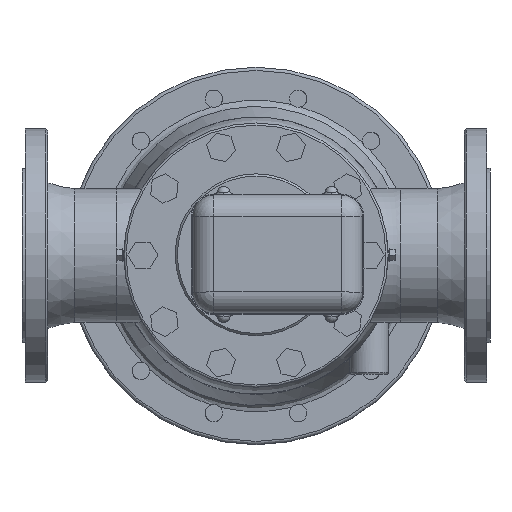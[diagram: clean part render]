
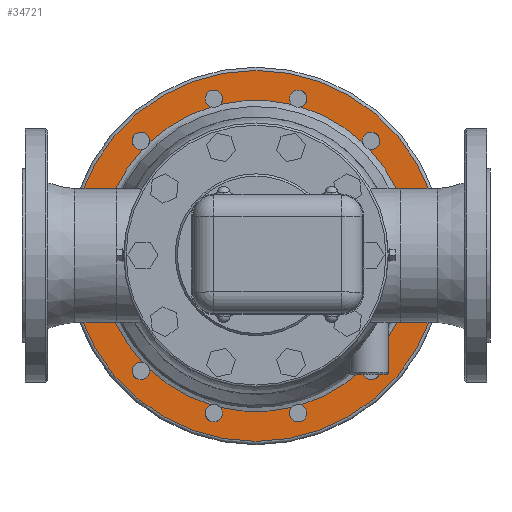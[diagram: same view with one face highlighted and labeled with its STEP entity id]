
A CAD part, top view. The second image highlights one B-rep face of the part: STEP entity #34721.
In plain terms, the highlighted planar face has unit normal (0, 0, 1).
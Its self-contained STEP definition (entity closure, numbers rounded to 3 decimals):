
#31362=CARTESIAN_POINT('',(-98.915,-105.124,-219.0));
#31363=VERTEX_POINT('',#31362);
#31364=CARTESIAN_POINT('',(-105.124,-98.915,-219.0));
#31365=VERTEX_POINT('',#31364);
#31366=CARTESIAN_POINT('',(-106.748,-106.748,-219.0));
#31367=DIRECTION('',(0.0,0.0,-1.0));
#31368=DIRECTION('',(0.866,-0.5,0.0));
#31369=AXIS2_PLACEMENT_3D('',#31366,#31367,#31368);
#31370=CIRCLE('',#31369,8.0);
#31371=EDGE_CURVE('',#31363,#31365,#31370,.T.);
#31646=CARTESIAN_POINT('',(-138.225,-41.583,-219.0));
#31647=VERTEX_POINT('',#31646);
#31648=CARTESIAN_POINT('',(-140.498,-33.101,-219.0));
#31649=VERTEX_POINT('',#31648);
#31650=CARTESIAN_POINT('',(-145.821,-39.073,-219.0));
#31651=DIRECTION('',(0.0,0.0,-1.0));
#31652=DIRECTION('',(0.5,-0.866,0.0));
#31653=AXIS2_PLACEMENT_3D('',#31650,#31651,#31652);
#31654=CIRCLE('',#31653,8.0);
#31655=EDGE_CURVE('',#31647,#31649,#31654,.T.);
#31928=CARTESIAN_POINT('',(-140.498,33.101,-219.0));
#31929=VERTEX_POINT('',#31928);
#31930=CARTESIAN_POINT('',(-138.225,41.583,-219.0));
#31931=VERTEX_POINT('',#31930);
#31932=CARTESIAN_POINT('',(-145.821,39.073,-219.0));
#31933=DIRECTION('',(0.0,0.0,-1.0));
#31934=DIRECTION('',(0.0,-1.0,0.0));
#31935=AXIS2_PLACEMENT_3D('',#31932,#31933,#31934);
#31936=CIRCLE('',#31935,8.);
#31937=EDGE_CURVE('',#31929,#31931,#31936,.T.);
#32212=CARTESIAN_POINT('',(-105.124,98.915,-219.0));
#32213=VERTEX_POINT('',#32212);
#32214=CARTESIAN_POINT('',(-98.915,105.124,-219.0));
#32215=VERTEX_POINT('',#32214);
#32216=CARTESIAN_POINT('',(-106.748,106.748,-219.0));
#32217=DIRECTION('',(0.0,0.0,-1.0));
#32218=DIRECTION('',(-0.5,-0.866,0.0));
#32219=AXIS2_PLACEMENT_3D('',#32216,#32217,#32218);
#32220=CIRCLE('',#32219,8.0);
#32221=EDGE_CURVE('',#32213,#32215,#32220,.T.);
#32496=CARTESIAN_POINT('',(-41.583,138.225,-219.0));
#32497=VERTEX_POINT('',#32496);
#32498=CARTESIAN_POINT('',(-33.101,140.498,-219.0));
#32499=VERTEX_POINT('',#32498);
#32500=CARTESIAN_POINT('',(-39.073,145.821,-219.0));
#32501=DIRECTION('',(0.0,0.0,-1.));
#32502=DIRECTION('',(-0.866,-0.5,0.0));
#32503=AXIS2_PLACEMENT_3D('',#32500,#32501,#32502);
#32504=CIRCLE('',#32503,8.0);
#32505=EDGE_CURVE('',#32497,#32499,#32504,.T.);
#32778=CARTESIAN_POINT('',(33.101,140.498,-219.0));
#32779=VERTEX_POINT('',#32778);
#32780=CARTESIAN_POINT('',(41.583,138.225,-219.0));
#32781=VERTEX_POINT('',#32780);
#32782=CARTESIAN_POINT('',(39.073,145.821,-219.0));
#32783=DIRECTION('',(0.0,0.0,-1.0));
#32784=DIRECTION('',(-1.0,0.0,0.0));
#32785=AXIS2_PLACEMENT_3D('',#32782,#32783,#32784);
#32786=CIRCLE('',#32785,8.0);
#32787=EDGE_CURVE('',#32779,#32781,#32786,.T.);
#33062=CARTESIAN_POINT('',(98.915,105.124,-219.0));
#33063=VERTEX_POINT('',#33062);
#33064=CARTESIAN_POINT('',(105.124,98.915,-219.0));
#33065=VERTEX_POINT('',#33064);
#33066=CARTESIAN_POINT('',(106.748,106.748,-219.0));
#33067=DIRECTION('',(0.0,0.0,-1.));
#33068=DIRECTION('',(-0.866,0.5,0.0));
#33069=AXIS2_PLACEMENT_3D('',#33066,#33067,#33068);
#33070=CIRCLE('',#33069,8.0);
#33071=EDGE_CURVE('',#33063,#33065,#33070,.T.);
#33346=CARTESIAN_POINT('',(138.225,41.583,-219.0));
#33347=VERTEX_POINT('',#33346);
#33348=CARTESIAN_POINT('',(140.498,33.101,-219.0));
#33349=VERTEX_POINT('',#33348);
#33350=CARTESIAN_POINT('',(145.821,39.073,-219.0));
#33351=DIRECTION('',(0.0,0.0,-1.));
#33352=DIRECTION('',(-0.5,0.866,0.0));
#33353=AXIS2_PLACEMENT_3D('',#33350,#33351,#33352);
#33354=CIRCLE('',#33353,8.0);
#33355=EDGE_CURVE('',#33347,#33349,#33354,.T.);
#33628=CARTESIAN_POINT('',(140.498,-33.101,-219.0));
#33629=VERTEX_POINT('',#33628);
#33630=CARTESIAN_POINT('',(138.225,-41.583,-219.0));
#33631=VERTEX_POINT('',#33630);
#33632=CARTESIAN_POINT('',(145.821,-39.073,-219.0));
#33633=DIRECTION('',(0.0,0.0,-1.0));
#33634=DIRECTION('',(0.0,1.0,0.0));
#33635=AXIS2_PLACEMENT_3D('',#33632,#33633,#33634);
#33636=CIRCLE('',#33635,8.0);
#33637=EDGE_CURVE('',#33629,#33631,#33636,.T.);
#33912=CARTESIAN_POINT('',(105.124,-98.915,-219.0));
#33913=VERTEX_POINT('',#33912);
#33914=CARTESIAN_POINT('',(98.915,-105.124,-219.0));
#33915=VERTEX_POINT('',#33914);
#33916=CARTESIAN_POINT('',(106.748,-106.748,-219.0));
#33917=DIRECTION('',(0.0,0.0,-1.0));
#33918=DIRECTION('',(0.5,0.866,0.0));
#33919=AXIS2_PLACEMENT_3D('',#33916,#33917,#33918);
#33920=CIRCLE('',#33919,8.0);
#33921=EDGE_CURVE('',#33913,#33915,#33920,.T.);
#34196=CARTESIAN_POINT('',(41.583,-138.225,-219.0));
#34197=VERTEX_POINT('',#34196);
#34198=CARTESIAN_POINT('',(33.101,-140.498,-219.0));
#34199=VERTEX_POINT('',#34198);
#34200=CARTESIAN_POINT('',(39.073,-145.821,-219.0));
#34201=DIRECTION('',(0.0,0.0,-1.));
#34202=DIRECTION('',(0.866,0.5,0.0));
#34203=AXIS2_PLACEMENT_3D('',#34200,#34201,#34202);
#34204=CIRCLE('',#34203,8.0);
#34205=EDGE_CURVE('',#34197,#34199,#34204,.T.);
#34488=CARTESIAN_POINT('',(-41.583,-138.225,-219.0));
#34489=VERTEX_POINT('',#34488);
#34490=CARTESIAN_POINT('',(0.0,0.0,-219.0));
#34491=DIRECTION('',(0.0,0.0,1.0));
#34492=DIRECTION('',(1.0,0.0,0.0));
#34493=AXIS2_PLACEMENT_3D('',#34490,#34491,#34492);
#34494=CIRCLE('',#34493,144.344);
#34495=EDGE_CURVE('',#31363,#34489,#34494,.T.);
#34497=CARTESIAN_POINT('',(-33.101,-140.498,-219.0));
#34498=VERTEX_POINT('',#34497);
#34514=CARTESIAN_POINT('',(0.0,0.0,-219.0));
#34515=DIRECTION('',(0.0,0.0,1.0));
#34516=DIRECTION('',(1.0,0.0,0.0));
#34517=AXIS2_PLACEMENT_3D('',#34514,#34515,#34516);
#34518=CIRCLE('',#34517,144.344);
#34519=EDGE_CURVE('',#34498,#34199,#34518,.T.);
#34522=CARTESIAN_POINT('',(0.0,0.0,-219.0));
#34523=DIRECTION('',(0.0,0.0,1.0));
#34524=DIRECTION('',(1.0,0.0,0.0));
#34525=AXIS2_PLACEMENT_3D('',#34522,#34523,#34524);
#34526=CIRCLE('',#34525,144.344);
#34527=EDGE_CURVE('',#34197,#33915,#34526,.T.);
#34530=CARTESIAN_POINT('',(0.0,0.0,-219.0));
#34531=DIRECTION('',(0.0,0.0,1.0));
#34532=DIRECTION('',(1.0,0.0,0.0));
#34533=AXIS2_PLACEMENT_3D('',#34530,#34531,#34532);
#34534=CIRCLE('',#34533,144.344);
#34535=EDGE_CURVE('',#33913,#33631,#34534,.T.);
#34538=CARTESIAN_POINT('',(0.0,0.0,-219.0));
#34539=DIRECTION('',(0.0,0.0,1.0));
#34540=DIRECTION('',(1.0,0.0,0.0));
#34541=AXIS2_PLACEMENT_3D('',#34538,#34539,#34540);
#34542=CIRCLE('',#34541,144.344);
#34543=EDGE_CURVE('',#33629,#33349,#34542,.T.);
#34546=CARTESIAN_POINT('',(0.0,0.0,-219.0));
#34547=DIRECTION('',(0.0,0.0,1.0));
#34548=DIRECTION('',(1.0,0.0,0.0));
#34549=AXIS2_PLACEMENT_3D('',#34546,#34547,#34548);
#34550=CIRCLE('',#34549,144.344);
#34551=EDGE_CURVE('',#33347,#33065,#34550,.T.);
#34554=CARTESIAN_POINT('',(0.0,0.0,-219.0));
#34555=DIRECTION('',(0.0,0.0,1.0));
#34556=DIRECTION('',(1.0,0.0,0.0));
#34557=AXIS2_PLACEMENT_3D('',#34554,#34555,#34556);
#34558=CIRCLE('',#34557,144.344);
#34559=EDGE_CURVE('',#33063,#32781,#34558,.T.);
#34562=CARTESIAN_POINT('',(0.0,0.0,-219.0));
#34563=DIRECTION('',(0.0,0.0,1.0));
#34564=DIRECTION('',(1.0,0.0,0.0));
#34565=AXIS2_PLACEMENT_3D('',#34562,#34563,#34564);
#34566=CIRCLE('',#34565,144.344);
#34567=EDGE_CURVE('',#32779,#32499,#34566,.T.);
#34570=CARTESIAN_POINT('',(0.0,0.0,-219.0));
#34571=DIRECTION('',(0.0,0.0,1.0));
#34572=DIRECTION('',(1.0,0.0,0.0));
#34573=AXIS2_PLACEMENT_3D('',#34570,#34571,#34572);
#34574=CIRCLE('',#34573,144.344);
#34575=EDGE_CURVE('',#32497,#32215,#34574,.T.);
#34578=CARTESIAN_POINT('',(0.0,0.0,-219.0));
#34579=DIRECTION('',(0.0,0.0,1.0));
#34580=DIRECTION('',(1.0,0.0,0.0));
#34581=AXIS2_PLACEMENT_3D('',#34578,#34579,#34580);
#34582=CIRCLE('',#34581,144.344);
#34583=EDGE_CURVE('',#32213,#31931,#34582,.T.);
#34586=CARTESIAN_POINT('',(0.0,0.0,-219.0));
#34587=DIRECTION('',(0.0,0.0,1.0));
#34588=DIRECTION('',(1.0,0.0,0.0));
#34589=AXIS2_PLACEMENT_3D('',#34586,#34587,#34588);
#34590=CIRCLE('',#34589,144.344);
#34591=EDGE_CURVE('',#31929,#31649,#34590,.T.);
#34594=CARTESIAN_POINT('',(0.0,0.0,-219.0));
#34595=DIRECTION('',(0.0,0.0,1.0));
#34596=DIRECTION('',(1.0,0.0,0.0));
#34597=AXIS2_PLACEMENT_3D('',#34594,#34595,#34596);
#34598=CIRCLE('',#34597,144.344);
#34599=EDGE_CURVE('',#31647,#31365,#34598,.T.);
#34649=CARTESIAN_POINT('',(-39.073,-145.821,-219.0));
#34650=DIRECTION('',(0.0,0.0,-1.0));
#34651=DIRECTION('',(1.0,0.0,0.0));
#34652=AXIS2_PLACEMENT_3D('',#34649,#34650,#34651);
#34653=CIRCLE('',#34652,8.0);
#34654=EDGE_CURVE('',#34498,#34489,#34653,.T.);
#34679=CARTESIAN_POINT('',(0.0,0.0,-219.0));
#34680=DIRECTION('',(0.0,0.0,-1.0));
#34681=DIRECTION('',(-1.0,0.0,0.0));
#34682=AXIS2_PLACEMENT_3D('',#34679,#34680,#34681);
#34683=PLANE('',#34682);
#34684=CARTESIAN_POINT('',(172.0,0.,-219.0));
#34685=VERTEX_POINT('',#34684);
#34686=CARTESIAN_POINT('',(0.0,0.0,-219.0));
#34687=DIRECTION('',(0.0,0.0,-1.0));
#34688=DIRECTION('',(-1.0,0.0,0.0));
#34689=AXIS2_PLACEMENT_3D('',#34686,#34687,#34688);
#34690=CIRCLE('',#34689,172.0);
#34691=EDGE_CURVE('',#34685,#34685,#34690,.T.);
#34692=ORIENTED_EDGE('',*,*,#34691,.F.);
#34693=EDGE_LOOP('',(#34692));
#34694=FACE_OUTER_BOUND('',#34693,.T.);
#34695=ORIENTED_EDGE('',*,*,#31371,.T.);
#34696=ORIENTED_EDGE('',*,*,#34599,.F.);
#34697=ORIENTED_EDGE('',*,*,#31655,.T.);
#34698=ORIENTED_EDGE('',*,*,#34591,.F.);
#34699=ORIENTED_EDGE('',*,*,#31937,.T.);
#34700=ORIENTED_EDGE('',*,*,#34583,.F.);
#34701=ORIENTED_EDGE('',*,*,#32221,.T.);
#34702=ORIENTED_EDGE('',*,*,#34575,.F.);
#34703=ORIENTED_EDGE('',*,*,#32505,.T.);
#34704=ORIENTED_EDGE('',*,*,#34567,.F.);
#34705=ORIENTED_EDGE('',*,*,#32787,.T.);
#34706=ORIENTED_EDGE('',*,*,#34559,.F.);
#34707=ORIENTED_EDGE('',*,*,#33071,.T.);
#34708=ORIENTED_EDGE('',*,*,#34551,.F.);
#34709=ORIENTED_EDGE('',*,*,#33355,.T.);
#34710=ORIENTED_EDGE('',*,*,#34543,.F.);
#34711=ORIENTED_EDGE('',*,*,#33637,.T.);
#34712=ORIENTED_EDGE('',*,*,#34535,.F.);
#34713=ORIENTED_EDGE('',*,*,#33921,.T.);
#34714=ORIENTED_EDGE('',*,*,#34527,.F.);
#34715=ORIENTED_EDGE('',*,*,#34205,.T.);
#34716=ORIENTED_EDGE('',*,*,#34519,.F.);
#34717=ORIENTED_EDGE('',*,*,#34654,.T.);
#34718=ORIENTED_EDGE('',*,*,#34495,.F.);
#34719=EDGE_LOOP('',(#34695,#34696,#34697,#34698,#34699,#34700,#34701,#34702,#34703,#34704,#34705,#34706,#34707,#34708,#34709,#34710,#34711,#34712,#34713,#34714,#34715,#34716,#34717,#34718));
#34720=FACE_BOUND('',#34719,.T.);
#34721=ADVANCED_FACE('',(#34694,#34720),#34683,.F.);
